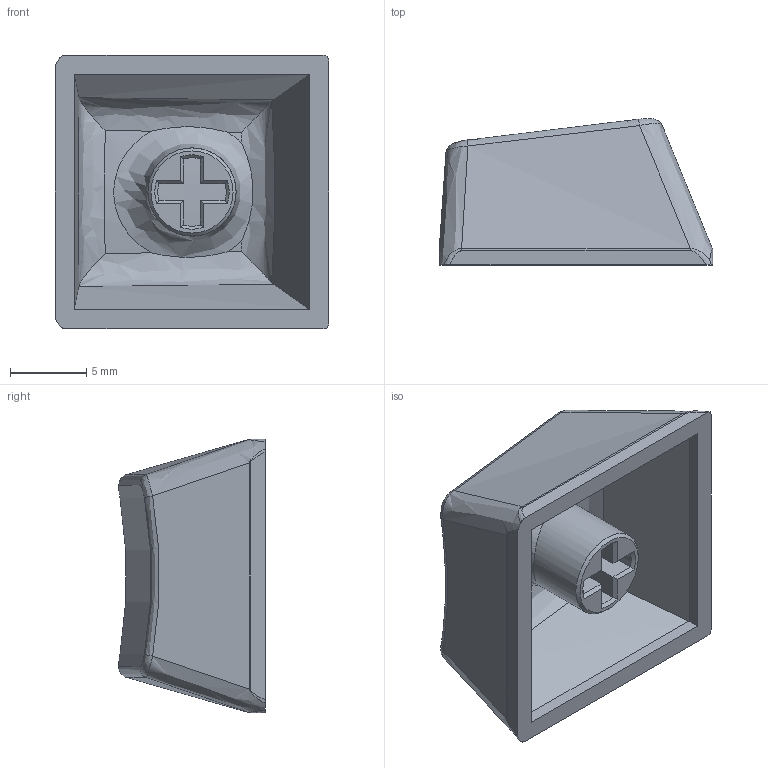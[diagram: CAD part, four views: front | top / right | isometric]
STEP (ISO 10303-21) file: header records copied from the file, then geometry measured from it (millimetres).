
FILE_DESCRIPTION((' '),'2;1');
FILE_NAME( 'Cherry MX Keycap.stp', '2026-01-24T22:33:23', (' '), ('--- ---'), ' V2025.1 Dec 16 2024', ' 2026 (c)', ' ');
FILE_SCHEMA(('AP242_MANAGED_MODEL_BASED_3D_ENGINEERING_MIM_LF { 1 0 10303 442 1 1 4 }'));
Length unit declared in the file: millimetre
Products named in the file (1): Cherry MX Keycap
Bounding box: 18 x 9.62 x 18 mm (x, y, z)
Volume: 977.7 mm3; surface area: 1592.4 mm2
Topology: 1 solids, 1 shells, 78 faces, 195 edges, 121 vertices
Faces by surface type: plane 30, bspline 29, cylinder 12, cone 5, offset 2
Full cylindrical faces by diameter (mm): 5.8 x1
Entity records: 6802 total; most frequent: CARTESIAN_POINT 5158, ORIENTED_EDGE 380, DIRECTION 230, EDGE_CURVE 190, VERTEX_POINT 119, B_SPLINE_CURVE_WITH_KNOTS 95, AXIS2_PLACEMENT_3D 87, EDGE_LOOP 83
